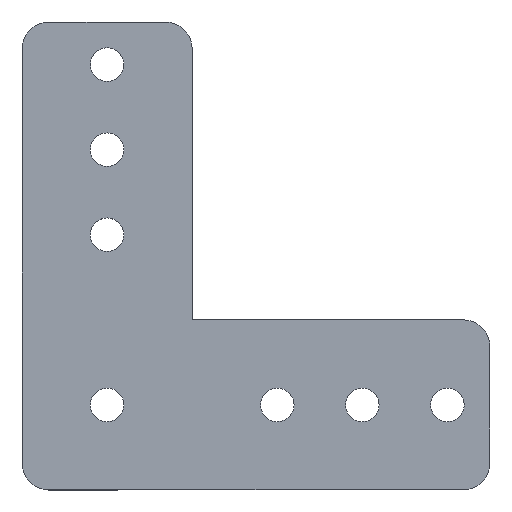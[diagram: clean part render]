
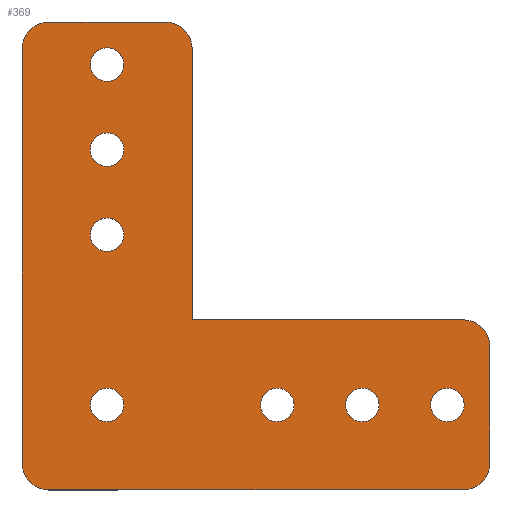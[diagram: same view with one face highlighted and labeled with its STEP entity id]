
A CAD part, top view. The second image highlights one B-rep face of the part: STEP entity #369.
In plain terms, the highlighted planar face has unit normal (0, 0, 1).
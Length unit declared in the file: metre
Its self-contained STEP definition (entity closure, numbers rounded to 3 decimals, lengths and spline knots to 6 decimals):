
#32=LINE('',#578,#55);
#33=LINE('',#582,#56);
#34=LINE('',#586,#57);
#35=LINE('',#588,#58);
#36=LINE('',#592,#59);
#37=LINE('',#596,#60);
#55=VECTOR('',#466,1.);
#56=VECTOR('',#469,1.);
#57=VECTOR('',#472,1.);
#58=VECTOR('',#473,1.);
#59=VECTOR('',#476,1.);
#60=VECTOR('',#479,1.);
#78=ORIENTED_EDGE('',*,*,#172,.T.);
#79=ORIENTED_EDGE('',*,*,#173,.T.);
#80=ORIENTED_EDGE('',*,*,#174,.T.);
#81=ORIENTED_EDGE('',*,*,#175,.T.);
#82=ORIENTED_EDGE('',*,*,#176,.T.);
#83=ORIENTED_EDGE('',*,*,#177,.T.);
#84=ORIENTED_EDGE('',*,*,#178,.T.);
#85=ORIENTED_EDGE('',*,*,#179,.F.);
#86=ORIENTED_EDGE('',*,*,#180,.T.);
#87=ORIENTED_EDGE('',*,*,#181,.F.);
#88=ORIENTED_EDGE('',*,*,#182,.T.);
#89=ORIENTED_EDGE('',*,*,#183,.F.);
#90=ORIENTED_EDGE('',*,*,#184,.T.);
#91=ORIENTED_EDGE('',*,*,#185,.T.);
#92=ORIENTED_EDGE('',*,*,#186,.F.);
#93=ORIENTED_EDGE('',*,*,#187,.T.);
#94=ORIENTED_EDGE('',*,*,#188,.F.);
#95=ORIENTED_EDGE('',*,*,#189,.T.);
#172=EDGE_CURVE('',#219,#219,#255,.T.);
#173=EDGE_CURVE('',#220,#220,#256,.T.);
#174=EDGE_CURVE('',#221,#221,#257,.T.);
#175=EDGE_CURVE('',#222,#222,#258,.T.);
#176=EDGE_CURVE('',#223,#223,#259,.T.);
#177=EDGE_CURVE('',#224,#224,#260,.T.);
#178=EDGE_CURVE('',#225,#225,#261,.T.);
#179=EDGE_CURVE('',#226,#227,#262,.T.);
#180=EDGE_CURVE('',#226,#228,#32,.T.);
#181=EDGE_CURVE('',#229,#228,#263,.T.);
#182=EDGE_CURVE('',#229,#230,#33,.T.);
#183=EDGE_CURVE('',#231,#230,#264,.T.);
#184=EDGE_CURVE('',#231,#232,#34,.T.);
#185=EDGE_CURVE('',#232,#233,#35,.T.);
#186=EDGE_CURVE('',#234,#233,#265,.T.);
#187=EDGE_CURVE('',#234,#235,#36,.T.);
#188=EDGE_CURVE('',#236,#235,#266,.T.);
#189=EDGE_CURVE('',#236,#227,#37,.T.);
#219=VERTEX_POINT('',#562);
#220=VERTEX_POINT('',#564);
#221=VERTEX_POINT('',#566);
#222=VERTEX_POINT('',#568);
#223=VERTEX_POINT('',#570);
#224=VERTEX_POINT('',#572);
#225=VERTEX_POINT('',#574);
#226=VERTEX_POINT('',#576);
#227=VERTEX_POINT('',#577);
#228=VERTEX_POINT('',#579);
#229=VERTEX_POINT('',#581);
#230=VERTEX_POINT('',#583);
#231=VERTEX_POINT('',#585);
#232=VERTEX_POINT('',#587);
#233=VERTEX_POINT('',#589);
#234=VERTEX_POINT('',#591);
#235=VERTEX_POINT('',#593);
#236=VERTEX_POINT('',#595);
#255=CIRCLE('',#403,0.0025);
#256=CIRCLE('',#404,0.0025);
#257=CIRCLE('',#405,0.0025);
#258=CIRCLE('',#406,0.0025);
#259=CIRCLE('',#407,0.0025);
#260=CIRCLE('',#408,0.0025);
#261=CIRCLE('',#409,0.0025);
#262=CIRCLE('',#410,0.004);
#263=CIRCLE('',#411,0.004);
#264=CIRCLE('',#412,0.004);
#265=CIRCLE('',#413,0.004);
#266=CIRCLE('',#414,0.004);
#279=EDGE_LOOP('',(#78));
#280=EDGE_LOOP('',(#79));
#281=EDGE_LOOP('',(#80));
#282=EDGE_LOOP('',(#81));
#283=EDGE_LOOP('',(#82));
#284=EDGE_LOOP('',(#83));
#285=EDGE_LOOP('',(#84));
#286=EDGE_LOOP('',(#85,#86,#87,#88,#89,#90,#91,#92,#93,#94,#95));
#320=FACE_BOUND('',#279,.T.);
#321=FACE_BOUND('',#280,.T.);
#322=FACE_BOUND('',#281,.T.);
#323=FACE_BOUND('',#282,.T.);
#324=FACE_BOUND('',#283,.T.);
#325=FACE_BOUND('',#284,.T.);
#326=FACE_BOUND('',#285,.T.);
#327=FACE_BOUND('',#286,.T.);
#361=PLANE('',#402);
#369=ADVANCED_FACE('',(#320,#321,#322,#323,#324,#325,#326,#327),#361,.T.);
#402=AXIS2_PLACEMENT_3D('',#560,#448,#449);
#403=AXIS2_PLACEMENT_3D('',#561,#450,#451);
#404=AXIS2_PLACEMENT_3D('',#563,#452,#453);
#405=AXIS2_PLACEMENT_3D('',#565,#454,#455);
#406=AXIS2_PLACEMENT_3D('',#567,#456,#457);
#407=AXIS2_PLACEMENT_3D('',#569,#458,#459);
#408=AXIS2_PLACEMENT_3D('',#571,#460,#461);
#409=AXIS2_PLACEMENT_3D('',#573,#462,#463);
#410=AXIS2_PLACEMENT_3D('',#575,#464,#465);
#411=AXIS2_PLACEMENT_3D('',#580,#467,#468);
#412=AXIS2_PLACEMENT_3D('',#584,#470,#471);
#413=AXIS2_PLACEMENT_3D('',#590,#474,#475);
#414=AXIS2_PLACEMENT_3D('',#594,#477,#478);
#448=DIRECTION('',(0.,0.,1.));
#449=DIRECTION('',(1.,0.,0.));
#450=DIRECTION('',(0.,0.,-1.));
#451=DIRECTION('',(-1.,0.,0.));
#452=DIRECTION('',(0.,0.,-1.));
#453=DIRECTION('',(-1.,0.,0.));
#454=DIRECTION('',(0.,0.,-1.));
#455=DIRECTION('',(-1.,0.,0.));
#456=DIRECTION('',(0.,0.,-1.));
#457=DIRECTION('',(-1.,0.,0.));
#458=DIRECTION('',(0.,0.,-1.));
#459=DIRECTION('',(-1.,0.,0.));
#460=DIRECTION('',(0.,0.,-1.));
#461=DIRECTION('',(-1.,0.,0.));
#462=DIRECTION('',(0.,0.,-1.));
#463=DIRECTION('',(-1.,0.,0.));
#464=DIRECTION('',(0.,0.,-1.));
#465=DIRECTION('',(-0.707,-0.707,0.));
#466=DIRECTION('',(1.,0.,0.));
#467=DIRECTION('',(0.,0.,-1.));
#468=DIRECTION('',(0.707,-0.707,0.));
#469=DIRECTION('',(0.,1.,0.));
#470=DIRECTION('',(0.,0.,-1.));
#471=DIRECTION('',(0.707,0.707,0.));
#472=DIRECTION('',(-1.,0.,0.));
#473=DIRECTION('',(0.,1.,0.));
#474=DIRECTION('',(0.,0.,-1.));
#475=DIRECTION('',(0.707,0.707,0.));
#476=DIRECTION('',(-1.,0.,0.));
#477=DIRECTION('',(0.,0.,-1.));
#478=DIRECTION('',(-0.707,0.707,0.));
#479=DIRECTION('',(0.,-1.,0.));
#560=CARTESIAN_POINT('',(0.034925,0.034925,0.0025));
#561=CARTESIAN_POINT('',(0.0508,0.0127,0.0025));
#562=CARTESIAN_POINT('',(0.0483,0.0127,0.0025));
#563=CARTESIAN_POINT('',(0.0381,0.0127,0.0025));
#564=CARTESIAN_POINT('',(0.0356,0.0127,0.0025));
#565=CARTESIAN_POINT('',(0.0127,0.0635,0.0025));
#566=CARTESIAN_POINT('',(0.0102,0.0635,0.0025));
#567=CARTESIAN_POINT('',(0.0127,0.0508,0.0025));
#568=CARTESIAN_POINT('',(0.0102,0.0508,0.0025));
#569=CARTESIAN_POINT('',(0.0127,0.0381,0.0025));
#570=CARTESIAN_POINT('',(0.0102,0.0381,0.0025));
#571=CARTESIAN_POINT('',(0.0127,0.0127,0.0025));
#572=CARTESIAN_POINT('',(0.0102,0.0127,0.0025));
#573=CARTESIAN_POINT('',(0.0635,0.0127,0.0025));
#574=CARTESIAN_POINT('',(0.061,0.0127,0.0025));
#575=CARTESIAN_POINT('',(0.004,0.004,0.0025));
#576=CARTESIAN_POINT('',(0.004,0.,0.0025));
#577=CARTESIAN_POINT('',(0.,0.004,0.0025));
#578=CARTESIAN_POINT('',(0.,0.,0.0025));
#579=CARTESIAN_POINT('',(0.06585,0.,0.0025));
#580=CARTESIAN_POINT('',(0.06585,0.004,0.0025));
#581=CARTESIAN_POINT('',(0.06985,0.004,0.0025));
#582=CARTESIAN_POINT('',(0.06985,0.,0.0025));
#583=CARTESIAN_POINT('',(0.06985,0.0214,0.0025));
#584=CARTESIAN_POINT('',(0.06585,0.0214,0.0025));
#585=CARTESIAN_POINT('',(0.06585,0.0254,0.0025));
#586=CARTESIAN_POINT('',(0.06985,0.0254,0.0025));
#587=CARTESIAN_POINT('',(0.0254,0.0254,0.0025));
#588=CARTESIAN_POINT('',(0.0254,0.0254,0.0025));
#589=CARTESIAN_POINT('',(0.0254,0.06585,0.0025));
#590=CARTESIAN_POINT('',(0.0214,0.06585,0.0025));
#591=CARTESIAN_POINT('',(0.0214,0.06985,0.0025));
#592=CARTESIAN_POINT('',(0.0254,0.06985,0.0025));
#593=CARTESIAN_POINT('',(0.004,0.06985,0.0025));
#594=CARTESIAN_POINT('',(0.004,0.06585,0.0025));
#595=CARTESIAN_POINT('',(0.,0.06585,0.0025));
#596=CARTESIAN_POINT('',(0.,0.06985,0.0025));
